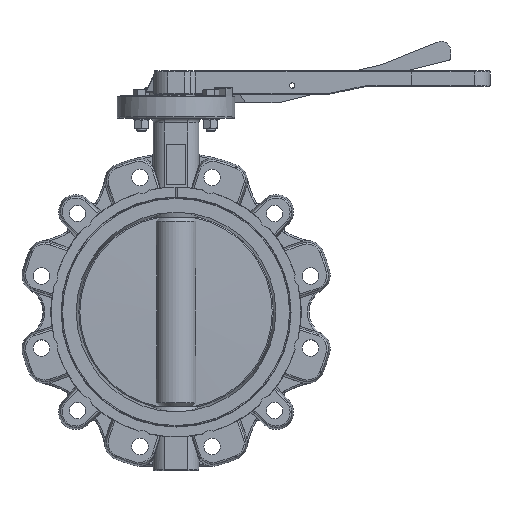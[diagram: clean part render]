
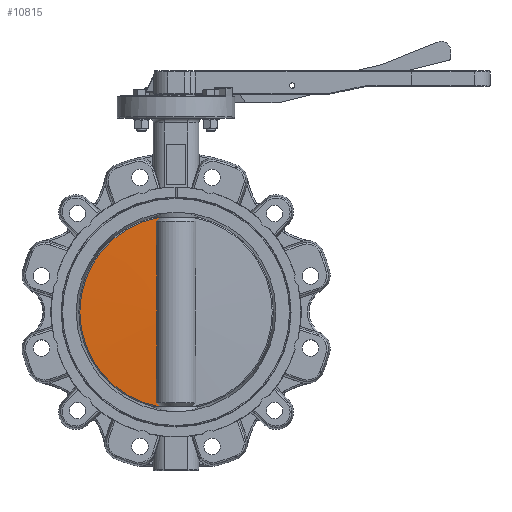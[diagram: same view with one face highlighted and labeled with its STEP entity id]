
A CAD part, top view. The second image highlights one B-rep face of the part: STEP entity #10815.
In plain terms, the highlighted conical face has half-angle 88.82 degrees and reference radius 48548.9 mm.
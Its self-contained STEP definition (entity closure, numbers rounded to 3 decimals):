
#10650 = VERTEX_POINT ( 'NONE', #36436 ) ;
#10670 = VERTEX_POINT ( 'NONE', #36545 ) ;
#10672 = VERTEX_POINT ( 'NONE', #36505 ) ;
#10674 = EDGE_CURVE ( 'NONE', #10675, #10650, #36570, .T. ) ;
#10675 = VERTEX_POINT ( 'NONE', #36534 ) ;
#10698 = VERTEX_POINT ( 'NONE', #36728 ) ;
#10715 = VERTEX_POINT ( 'NONE', #36764 ) ;
#10718 = EDGE_CURVE ( 'NONE', #10715, #10670, #36870, .T. ) ;
#10732 = ORIENTED_EDGE ( 'NONE', *, *, #10880, .T. ) ;
#10777 = EDGE_LOOP ( 'NONE', ( #10822, #10820, #10826, #10824, #10732, #10861 ) ) ;
#10812 = EDGE_CURVE ( 'NONE', #10670, #10650, #36972, .T. ) ;
#10813 = EDGE_CURVE ( 'NONE', #10698, #10715, #37037, .T. ) ;
#10815 = ADVANCED_FACE ( 'NONE', ( #36992 ), #37035, .T. ) ;
#10820 = ORIENTED_EDGE ( 'NONE', *, *, #10718, .F. ) ;
#10822 = ORIENTED_EDGE ( 'NONE', *, *, #10812, .F. ) ;
#10824 = ORIENTED_EDGE ( 'NONE', *, *, #10828, .T. ) ;
#10826 = ORIENTED_EDGE ( 'NONE', *, *, #10813, .F. ) ;
#10828 = EDGE_CURVE ( 'NONE', #10698, #10672, #36657, .T. ) ;
#10861 = ORIENTED_EDGE ( 'NONE', *, *, #10674, .T. ) ;
#10880 = EDGE_CURVE ( 'NONE', #10672, #10675, #37167, .T. ) ;
#36436 = CARTESIAN_POINT ( 'NONE',  ( -20.018, 120.5, 6.008 ) ) ;
#36505 = CARTESIAN_POINT ( 'NONE',  ( -25.277, -115.4, 6.09 ) ) ;
#36534 = CARTESIAN_POINT ( 'NONE',  ( -25.277, 115.4, 6.09 ) ) ;
#36545 = CARTESIAN_POINT ( 'NONE',  ( -22.144, 120.5, 6. ) ) ;
#36560 = CARTESIAN_POINT ( 'NONE',  ( -20.018, 120.5, 6.008 ) ) ;
#36561 = CARTESIAN_POINT ( 'NONE',  ( -21.777, 118.807, 6.036 ) ) ;
#36562 = CARTESIAN_POINT ( 'NONE',  ( -23.529, 117.105, 6.064 ) ) ;
#36564 = CARTESIAN_POINT ( 'NONE',  ( -25.277, 115.4, 6.09 ) ) ;
#36570 = B_SPLINE_CURVE_WITH_KNOTS ( 'NONE', 3,
 ( #36564, #36562, #36561, #36560 ),
 .UNSPECIFIED., .F., .F.,
 ( 4, 4 ),
 ( 0., 0.007 ),
 .UNSPECIFIED. ) ;
#36657 = B_SPLINE_CURVE_WITH_KNOTS ( 'NONE', 3,
 ( #37013, #37034, #36998, #37015 ),
 .UNSPECIFIED., .F., .F.,
 ( 4, 4 ),
 ( 0.001, 0.008 ),
 .UNSPECIFIED. ) ;
#36728 = CARTESIAN_POINT ( 'NONE',  ( -20.018, -120.5, 6.008 ) ) ;
#36764 = CARTESIAN_POINT ( 'NONE',  ( -22.144, -120.5, 6. ) ) ;
#36800 = AXIS2_PLACEMENT_3D ( 'NONE', #36868, #36866, #36865 ) ;
#36865 = DIRECTION ( 'NONE',  ( -1., 0., 0. ) ) ;
#36866 = DIRECTION ( 'NONE',  ( 0., 0., -1. ) ) ;
#36868 = CARTESIAN_POINT ( 'NONE',  ( 0., 0., 6. ) ) ;
#36870 = CIRCLE ( 'NONE', #36800, 122.518 ) ;
#36966 = CARTESIAN_POINT ( 'NONE',  ( -22.144, 120.5, 6. ) ) ;
#36972 = B_SPLINE_CURVE_WITH_KNOTS ( 'NONE', 3,
 ( #36966, #37044, #37042, #37040 ),
 .UNSPECIFIED., .F., .F.,
 ( 4, 4 ),
 ( 0.033, 0.035 ),
 .UNSPECIFIED. ) ;
#36988 = CARTESIAN_POINT ( 'NONE',  ( 0., 0., -991.476 ) ) ;
#36991 = AXIS2_PLACEMENT_3D ( 'NONE', #36988, #37039, #37016 ) ;
#36992 = FACE_OUTER_BOUND ( 'NONE', #10777, .T. ) ;
#36998 = CARTESIAN_POINT ( 'NONE',  ( -23.529, -117.105, 6.064 ) ) ;
#37013 = CARTESIAN_POINT ( 'NONE',  ( -20.018, -120.5, 6.008 ) ) ;
#37015 = CARTESIAN_POINT ( 'NONE',  ( -25.277, -115.4, 6.09 ) ) ;
#37016 = DIRECTION ( 'NONE',  ( -1., 0., 0. ) ) ;
#37023 = CARTESIAN_POINT ( 'NONE',  ( -22.144, -120.5, 6. ) ) ;
#37025 = CARTESIAN_POINT ( 'NONE',  ( -21.435, -120.5, 6.003 ) ) ;
#37027 = CARTESIAN_POINT ( 'NONE',  ( -20.727, -120.5, 6.005 ) ) ;
#37028 = CARTESIAN_POINT ( 'NONE',  ( -20.018, -120.5, 6.008 ) ) ;
#37034 = CARTESIAN_POINT ( 'NONE',  ( -21.777, -118.807, 6.036 ) ) ;
#37035 = CONICAL_SURFACE ( 'NONE', #36991, 48548.88, 1.55 ) ;
#37037 = B_SPLINE_CURVE_WITH_KNOTS ( 'NONE', 3,
 ( #37028, #37027, #37025, #37023 ),
 .UNSPECIFIED., .F., .F.,
 ( 4, 4 ),
 ( 0.016, 0.018 ),
 .UNSPECIFIED. ) ;
#37039 = DIRECTION ( 'NONE',  ( 0., 0., -1. ) ) ;
#37040 = CARTESIAN_POINT ( 'NONE',  ( -20.018, 120.5, 6.008 ) ) ;
#37042 = CARTESIAN_POINT ( 'NONE',  ( -20.727, 120.5, 6.005 ) ) ;
#37044 = CARTESIAN_POINT ( 'NONE',  ( -21.435, 120.5, 6.003 ) ) ;
#37167 = B_SPLINE_CURVE_WITH_KNOTS ( 'NONE', 3,
 ( #37241, #37240, #37238, #37236, #37234, #37232, #37231, #37229, #37227, #37226, #37224, #37222, #37221, #37219 ),
 .UNSPECIFIED., .F., .F.,
 ( 4, 2, 2, 2, 2, 2, 4 ),
 ( 0.017, 0.075, 0.104, 0.132, 0.161, 0.19, 0.248 ),
 .UNSPECIFIED. ) ;
#37219 = CARTESIAN_POINT ( 'NONE',  ( -25.277, 115.4, 6.09 ) ) ;
#37221 = CARTESIAN_POINT ( 'NONE',  ( -25.183, 96.168, 6.478 ) ) ;
#37222 = CARTESIAN_POINT ( 'NONE',  ( -25.08, 76.936, 6.864 ) ) ;
#37224 = CARTESIAN_POINT ( 'NONE',  ( -24.922, 48.088, 7.411 ) ) ;
#37226 = CARTESIAN_POINT ( 'NONE',  ( -24.868, 38.472, 7.589 ) ) ;
#37227 = CARTESIAN_POINT ( 'NONE',  ( -24.774, 19.238, 7.89 ) ) ;
#37229 = CARTESIAN_POINT ( 'NONE',  ( -24.734, 9.621, 8.014 ) ) ;
#37231 = CARTESIAN_POINT ( 'NONE',  ( -24.734, -9.618, 8.014 ) ) ;
#37232 = CARTESIAN_POINT ( 'NONE',  ( -24.774, -19.235, 7.89 ) ) ;
#37234 = CARTESIAN_POINT ( 'NONE',  ( -24.868, -38.469, 7.589 ) ) ;
#37236 = CARTESIAN_POINT ( 'NONE',  ( -24.922, -48.086, 7.411 ) ) ;
#37238 = CARTESIAN_POINT ( 'NONE',  ( -25.08, -76.935, 6.864 ) ) ;
#37240 = CARTESIAN_POINT ( 'NONE',  ( -25.183, -96.167, 6.478 ) ) ;
#37241 = CARTESIAN_POINT ( 'NONE',  ( -25.277, -115.4, 6.09 ) ) ;
